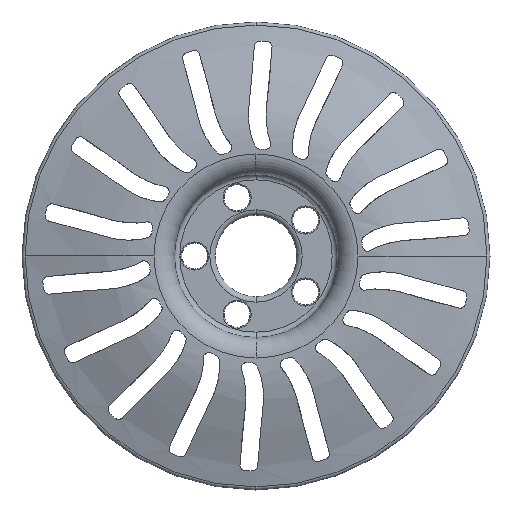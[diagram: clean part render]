
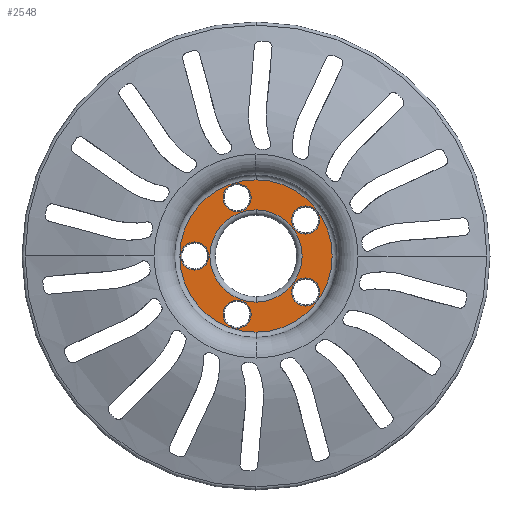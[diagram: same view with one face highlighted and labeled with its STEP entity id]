
A CAD part, left-side view. The second image highlights one B-rep face of the part: STEP entity #2548.
In plain terms, the highlighted planar face has unit normal (-1, 0, 0).
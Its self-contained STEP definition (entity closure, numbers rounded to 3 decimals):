
#31 = DIRECTION ( 'NONE',  ( 1., 0., 0. ) ) ;
#177 = DIRECTION ( 'NONE',  ( 0., 0., 1. ) ) ;
#239 = VERTEX_POINT ( 'NONE', #9456 ) ;
#456 = CARTESIAN_POINT ( 'NONE',  ( 1.125, 14.154, 33.032 ) ) ;
#545 = FACE_BOUND ( 'NONE', #9776, .T. ) ;
#582 = DIRECTION ( 'NONE',  ( -1., 0., 0. ) ) ;
#767 = EDGE_CURVE ( 'NONE', #4560, #10384, #6100, .T. ) ;
#845 = VERTEX_POINT ( 'NONE', #6160 ) ;
#858 = DIRECTION ( 'NONE',  ( 0., 0., 1. ) ) ;
#878 = EDGE_CURVE ( 'NONE', #7539, #5999, #3290, .T. ) ;
#921 = AXIS2_PLACEMENT_3D ( 'NONE', #2051, #5528, #4687 ) ;
#1004 = DIRECTION ( 'NONE',  ( 1., 0., 0. ) ) ;
#1161 = CIRCLE ( 'NONE', #2567, 10.525 ) ;
#1263 = AXIS2_PLACEMENT_3D ( 'NONE', #7313, #10692, #3118 ) ;
#1379 = FACE_BOUND ( 'NONE', #8881, .T. ) ;
#1506 = CIRCLE ( 'NONE', #6440, 10.525 ) ;
#1523 = DIRECTION ( 'NONE',  ( 0., 0., 1. ) ) ;
#1539 = CARTESIAN_POINT ( 'NONE',  ( 1.125, -37.052, 26.92 ) ) ;
#1645 = ORIENTED_EDGE ( 'NONE', *, *, #7723, .T. ) ;
#1673 = ORIENTED_EDGE ( 'NONE', *, *, #4715, .T. ) ;
#1718 = DIRECTION ( 'NONE',  ( 1., 0., 0. ) ) ;
#1837 = EDGE_CURVE ( 'NONE', #10384, #4560, #2850, .T. ) ;
#1978 = CIRCLE ( 'NONE', #1263, 10.525 ) ;
#2030 = CARTESIAN_POINT ( 'NONE',  ( 1.125, 0.001, -34.481 ) ) ;
#2051 = CARTESIAN_POINT ( 'NONE',  ( 1.125, 0.001, -0.001 ) ) ;
#2060 = AXIS2_PLACEMENT_3D ( 'NONE', #4195, #1718, #3607 ) ;
#2158 = FACE_BOUND ( 'NONE', #6598, .T. ) ;
#2198 = EDGE_CURVE ( 'NONE', #6408, #239, #6811, .T. ) ;
#2236 = CIRCLE ( 'NONE', #8396, 10.525 ) ;
#2281 = CARTESIAN_POINT ( 'NONE',  ( 1.125, 0.001, -56.961 ) ) ;
#2322 = AXIS2_PLACEMENT_3D ( 'NONE', #5658, #582, #1523 ) ;
#2379 = EDGE_CURVE ( 'NONE', #5152, #10145, #8042, .T. ) ;
#2472 = DIRECTION ( 'NONE',  ( -1., 0., 0. ) ) ;
#2548 = ADVANCED_FACE ( 'NONE', ( #9732, #2158, #8945, #1379, #4731, #545, #7287 ), #6457, .T. ) ;
#2567 = AXIS2_PLACEMENT_3D ( 'NONE', #1539, #31, #858 ) ;
#2620 = DIRECTION ( 'NONE',  ( -1., 0., 0. ) ) ;
#2686 = VERTEX_POINT ( 'NONE', #2030 ) ;
#2722 = DIRECTION ( 'NONE',  ( 0., 0., 1. ) ) ;
#2760 = AXIS2_PLACEMENT_3D ( 'NONE', #7749, #5320, #4369 ) ;
#2805 = CARTESIAN_POINT ( 'NONE',  ( 1.125, 0.001, 56.959 ) ) ;
#2809 = VERTEX_POINT ( 'NONE', #4775 ) ;
#2850 = CIRCLE ( 'NONE', #2322, 56.96 ) ;
#2900 = EDGE_LOOP ( 'NONE', ( #10115, #10224 ) ) ;
#3009 = DIRECTION ( 'NONE',  ( 1., 0., 0. ) ) ;
#3118 = DIRECTION ( 'NONE',  ( 0., 0., 1. ) ) ;
#3171 = CARTESIAN_POINT ( 'NONE',  ( 1.125, 0.001, 34.479 ) ) ;
#3290 = CIRCLE ( 'NONE', #5882, 10.525 ) ;
#3293 = VERTEX_POINT ( 'NONE', #3789 ) ;
#3347 = VERTEX_POINT ( 'NONE', #3171 ) ;
#3467 = AXIS2_PLACEMENT_3D ( 'NONE', #6827, #2620, #8365 ) ;
#3607 = DIRECTION ( 'NONE',  ( 0., 0., 1. ) ) ;
#3717 = ORIENTED_EDGE ( 'NONE', *, *, #5762, .T. ) ;
#3788 = EDGE_LOOP ( 'NONE', ( #7333, #5492 ) ) ;
#3789 = CARTESIAN_POINT ( 'NONE',  ( 1.125, -37.052, -16.396 ) ) ;
#4195 = CARTESIAN_POINT ( 'NONE',  ( 1.125, 45.801, -0.001 ) ) ;
#4199 = CARTESIAN_POINT ( 'NONE',  ( 1.125, -37.052, -37.447 ) ) ;
#4309 = DIRECTION ( 'NONE',  ( 1., 0., 0. ) ) ;
#4369 = DIRECTION ( 'NONE',  ( 0., 0., 1. ) ) ;
#4410 = EDGE_CURVE ( 'NONE', #10145, #5152, #8751, .T. ) ;
#4547 = ORIENTED_EDGE ( 'NONE', *, *, #2198, .T. ) ;
#4560 = VERTEX_POINT ( 'NONE', #2281 ) ;
#4687 = DIRECTION ( 'NONE',  ( 0., 0., 1. ) ) ;
#4701 = CIRCLE ( 'NONE', #10367, 34.48 ) ;
#4715 = EDGE_CURVE ( 'NONE', #2686, #3347, #6664, .T. ) ;
#4731 = FACE_BOUND ( 'NONE', #8545, .T. ) ;
#4775 = CARTESIAN_POINT ( 'NONE',  ( 1.125, 14.154, -54.084 ) ) ;
#4918 = EDGE_CURVE ( 'NONE', #845, #2809, #1978, .T. ) ;
#5012 = CARTESIAN_POINT ( 'NONE',  ( 1.125, 45.801, 10.525 ) ) ;
#5044 = VERTEX_POINT ( 'NONE', #4199 ) ;
#5152 = VERTEX_POINT ( 'NONE', #456 ) ;
#5189 = AXIS2_PLACEMENT_3D ( 'NONE', #8024, #3009, #10531 ) ;
#5295 = CARTESIAN_POINT ( 'NONE',  ( 1.125, 14.154, -43.559 ) ) ;
#5320 = DIRECTION ( 'NONE',  ( 1., 0., 0. ) ) ;
#5492 = ORIENTED_EDGE ( 'NONE', *, *, #767, .T. ) ;
#5523 = ORIENTED_EDGE ( 'NONE', *, *, #878, .T. ) ;
#5528 = DIRECTION ( 'NONE',  ( 1., 0., 0. ) ) ;
#5652 = EDGE_CURVE ( 'NONE', #2809, #845, #6112, .T. ) ;
#5658 = CARTESIAN_POINT ( 'NONE',  ( 1.125, 0.001, -0.001 ) ) ;
#5732 = DIRECTION ( 'NONE',  ( 0., 0., 1. ) ) ;
#5762 = EDGE_CURVE ( 'NONE', #3347, #2686, #4701, .T. ) ;
#5768 = ORIENTED_EDGE ( 'NONE', *, *, #7585, .T. ) ;
#5882 = AXIS2_PLACEMENT_3D ( 'NONE', #8248, #6542, #8978 ) ;
#5999 = VERTEX_POINT ( 'NONE', #7312 ) ;
#6100 = CIRCLE ( 'NONE', #3467, 56.96 ) ;
#6103 = ORIENTED_EDGE ( 'NONE', *, *, #4918, .T. ) ;
#6112 = CIRCLE ( 'NONE', #9662, 10.525 ) ;
#6160 = CARTESIAN_POINT ( 'NONE',  ( 1.125, 14.154, -33.034 ) ) ;
#6408 = VERTEX_POINT ( 'NONE', #5012 ) ;
#6440 = AXIS2_PLACEMENT_3D ( 'NONE', #9415, #4309, #177 ) ;
#6457 = PLANE ( 'NONE',  #7524 ) ;
#6515 = DIRECTION ( 'NONE',  ( 1., 0., 0. ) ) ;
#6542 = DIRECTION ( 'NONE',  ( 1., 0., 0. ) ) ;
#6598 = EDGE_LOOP ( 'NONE', ( #5523, #8102 ) ) ;
#6613 = DIRECTION ( 'NONE',  ( 0., 0., 1. ) ) ;
#6664 = CIRCLE ( 'NONE', #921, 34.48 ) ;
#6811 = CIRCLE ( 'NONE', #2060, 10.525 ) ;
#6827 = CARTESIAN_POINT ( 'NONE',  ( 1.125, 0.001, -0.001 ) ) ;
#7287 = FACE_OUTER_BOUND ( 'NONE', #3788, .T. ) ;
#7312 = CARTESIAN_POINT ( 'NONE',  ( 1.125, -37.052, 16.394 ) ) ;
#7313 = CARTESIAN_POINT ( 'NONE',  ( 1.125, 14.154, -43.559 ) ) ;
#7333 = ORIENTED_EDGE ( 'NONE', *, *, #1837, .T. ) ;
#7399 = DIRECTION ( 'NONE',  ( 0., 0., 1. ) ) ;
#7524 = AXIS2_PLACEMENT_3D ( 'NONE', #8316, #2472, #6613 ) ;
#7539 = VERTEX_POINT ( 'NONE', #9541 ) ;
#7585 = EDGE_CURVE ( 'NONE', #3293, #5044, #1506, .T. ) ;
#7723 = EDGE_CURVE ( 'NONE', #239, #6408, #8729, .T. ) ;
#7749 = CARTESIAN_POINT ( 'NONE',  ( 1.125, 14.154, 43.558 ) ) ;
#7754 = CARTESIAN_POINT ( 'NONE',  ( 1.125, 0.001, -0.001 ) ) ;
#7811 = EDGE_LOOP ( 'NONE', ( #3717, #1673 ) ) ;
#7830 = DIRECTION ( 'NONE',  ( 1., 0., 0. ) ) ;
#8024 = CARTESIAN_POINT ( 'NONE',  ( 1.125, 45.801, -0.001 ) ) ;
#8042 = CIRCLE ( 'NONE', #9459, 10.525 ) ;
#8102 = ORIENTED_EDGE ( 'NONE', *, *, #8986, .T. ) ;
#8140 = DIRECTION ( 'NONE',  ( 0., 0., 1. ) ) ;
#8163 = CARTESIAN_POINT ( 'NONE',  ( 1.125, 14.154, 43.558 ) ) ;
#8248 = CARTESIAN_POINT ( 'NONE',  ( 1.125, -37.052, 26.92 ) ) ;
#8268 = ORIENTED_EDGE ( 'NONE', *, *, #5652, .T. ) ;
#8316 = CARTESIAN_POINT ( 'NONE',  ( 1.125, -60.959, -0.001 ) ) ;
#8365 = DIRECTION ( 'NONE',  ( 0., 0., 1. ) ) ;
#8396 = AXIS2_PLACEMENT_3D ( 'NONE', #10827, #6515, #7399 ) ;
#8545 = EDGE_LOOP ( 'NONE', ( #4547, #1645 ) ) ;
#8729 = CIRCLE ( 'NONE', #5189, 10.525 ) ;
#8751 = CIRCLE ( 'NONE', #2760, 10.525 ) ;
#8881 = EDGE_LOOP ( 'NONE', ( #5768, #9816 ) ) ;
#8945 = FACE_BOUND ( 'NONE', #2900, .T. ) ;
#8951 = CARTESIAN_POINT ( 'NONE',  ( 1.125, 14.154, 54.083 ) ) ;
#8978 = DIRECTION ( 'NONE',  ( 0., 0., 1. ) ) ;
#8986 = EDGE_CURVE ( 'NONE', #5999, #7539, #1161, .T. ) ;
#9415 = CARTESIAN_POINT ( 'NONE',  ( 1.125, -37.052, -26.921 ) ) ;
#9456 = CARTESIAN_POINT ( 'NONE',  ( 1.125, 45.801, -10.526 ) ) ;
#9459 = AXIS2_PLACEMENT_3D ( 'NONE', #8163, #10779, #5732 ) ;
#9541 = CARTESIAN_POINT ( 'NONE',  ( 1.125, -37.052, 37.445 ) ) ;
#9662 = AXIS2_PLACEMENT_3D ( 'NONE', #5295, #7830, #8140 ) ;
#9732 = FACE_BOUND ( 'NONE', #7811, .T. ) ;
#9776 = EDGE_LOOP ( 'NONE', ( #6103, #8268 ) ) ;
#9816 = ORIENTED_EDGE ( 'NONE', *, *, #10278, .T. ) ;
#10115 = ORIENTED_EDGE ( 'NONE', *, *, #4410, .T. ) ;
#10145 = VERTEX_POINT ( 'NONE', #8951 ) ;
#10224 = ORIENTED_EDGE ( 'NONE', *, *, #2379, .T. ) ;
#10278 = EDGE_CURVE ( 'NONE', #5044, #3293, #2236, .T. ) ;
#10367 = AXIS2_PLACEMENT_3D ( 'NONE', #7754, #1004, #2722 ) ;
#10384 = VERTEX_POINT ( 'NONE', #2805 ) ;
#10531 = DIRECTION ( 'NONE',  ( 0., 0., 1. ) ) ;
#10692 = DIRECTION ( 'NONE',  ( 1., 0., 0. ) ) ;
#10779 = DIRECTION ( 'NONE',  ( 1., 0., 0. ) ) ;
#10827 = CARTESIAN_POINT ( 'NONE',  ( 1.125, -37.052, -26.921 ) ) ;
